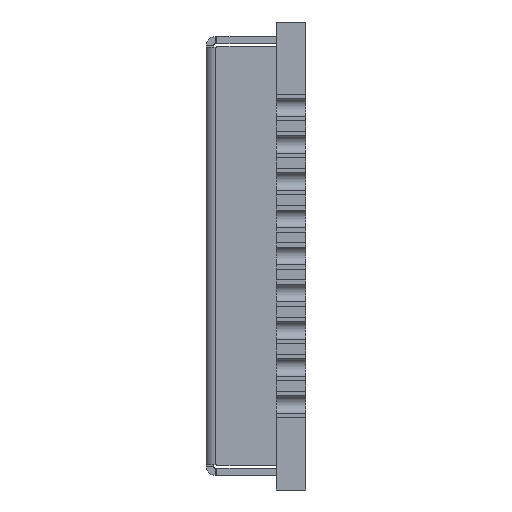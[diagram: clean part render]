
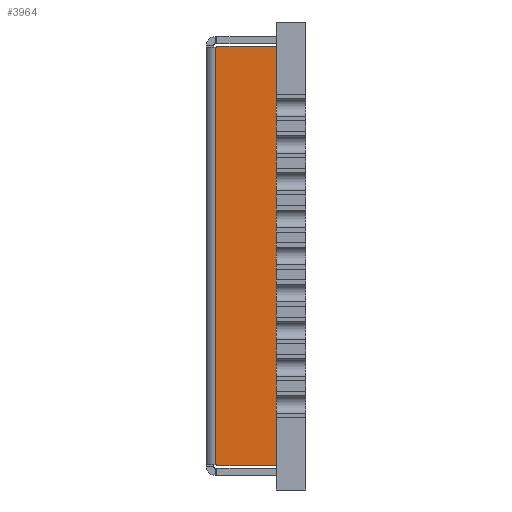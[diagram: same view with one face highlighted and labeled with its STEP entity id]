
A CAD part, left-side view. The second image highlights one B-rep face of the part: STEP entity #3964.
In plain terms, the highlighted planar face has unit normal (-1, 0, 0).
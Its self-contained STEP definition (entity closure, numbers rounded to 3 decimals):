
#192 = LINE ( 'NONE', #2601, #8214 ) ;
#230 = ORIENTED_EDGE ( 'NONE', *, *, #2533, .F. ) ;
#368 = CARTESIAN_POINT ( 'NONE',  ( -7.05, 1., 7.179 ) ) ;
#388 = EDGE_CURVE ( 'NONE', #6275, #10508, #5325, .T. ) ;
#592 = ORIENTED_EDGE ( 'NONE', *, *, #6366, .T. ) ;
#615 = CARTESIAN_POINT ( 'NONE',  ( -7.05, 1., -7.179 ) ) ;
#675 = CARTESIAN_POINT ( 'NONE',  ( -7.05, 27.387, -7.138 ) ) ;
#737 = AXIS2_PLACEMENT_3D ( 'NONE', #8265, #3400, #9251 ) ;
#1136 = LINE ( 'NONE', #7033, #10286 ) ;
#1369 = DIRECTION ( 'NONE',  ( 0., 0., 1. ) ) ;
#1735 = CARTESIAN_POINT ( 'NONE',  ( -7.05, 3.038, -7.179 ) ) ;
#2078 = ORIENTED_EDGE ( 'NONE', *, *, #5993, .F. ) ;
#2083 = CARTESIAN_POINT ( 'NONE',  ( -7.05, 3.1, 7.138 ) ) ;
#2187 = VECTOR ( 'NONE', #6531, 1000. ) ;
#2261 = LINE ( 'NONE', #675, #6997 ) ;
#2419 = ORIENTED_EDGE ( 'NONE', *, *, #388, .T. ) ;
#2527 = VERTEX_POINT ( 'NONE', #615 ) ;
#2530 = PLANE ( 'NONE',  #737 ) ;
#2533 = EDGE_CURVE ( 'NONE', #6275, #2527, #9036, .T. ) ;
#2547 = DIRECTION ( 'NONE',  ( 0., 0., -1. ) ) ;
#2601 = CARTESIAN_POINT ( 'NONE',  ( -7.05, 3.038, 0. ) ) ;
#2618 = CARTESIAN_POINT ( 'NONE',  ( -7.05, 3.1, 0. ) ) ;
#2748 = CARTESIAN_POINT ( 'NONE',  ( -7.05, 3.038, -7.138 ) ) ;
#2801 = VECTOR ( 'NONE', #9756, 1000. ) ;
#2814 = VECTOR ( 'NONE', #3644, 1000. ) ;
#3211 = LINE ( 'NONE', #10041, #2187 ) ;
#3400 = DIRECTION ( 'NONE',  ( -1., 0., 0. ) ) ;
#3601 = DIRECTION ( 'NONE',  ( 0., -1., 0. ) ) ;
#3644 = DIRECTION ( 'NONE',  ( 0., 1., 0. ) ) ;
#3964 = ADVANCED_FACE ( 'NONE', ( #8373 ), #2530, .T. ) ;
#4694 = LINE ( 'NONE', #7987, #7871 ) ;
#5325 = LINE ( 'NONE', #10431, #2814 ) ;
#5369 = CARTESIAN_POINT ( 'NONE',  ( -7.05, 3.038, 7.179 ) ) ;
#5993 = EDGE_CURVE ( 'NONE', #8449, #10508, #4694, .T. ) ;
#6071 = VERTEX_POINT ( 'NONE', #9021 ) ;
#6174 = EDGE_LOOP ( 'NONE', ( #7207, #8436, #9122, #9237, #592, #230, #2419, #2078 ) ) ;
#6201 = VERTEX_POINT ( 'NONE', #1735 ) ;
#6275 = VERTEX_POINT ( 'NONE', #368 ) ;
#6366 = EDGE_CURVE ( 'NONE', #6201, #2527, #1136, .T. ) ;
#6531 = DIRECTION ( 'NONE',  ( 0., -1., 0. ) ) ;
#6628 = EDGE_CURVE ( 'NONE', #9313, #8449, #3211, .T. ) ;
#6997 = VECTOR ( 'NONE', #7344, 1000. ) ;
#7033 = CARTESIAN_POINT ( 'NONE',  ( -7.05, 27.387, -7.179 ) ) ;
#7207 = ORIENTED_EDGE ( 'NONE', *, *, #6628, .F. ) ;
#7344 = DIRECTION ( 'NONE',  ( 0., 1., 0. ) ) ;
#7424 = DIRECTION ( 'NONE',  ( 0., 0., -1. ) ) ;
#7513 = EDGE_CURVE ( 'NONE', #9313, #6071, #10112, .T. ) ;
#7871 = VECTOR ( 'NONE', #1369, 1000. ) ;
#7987 = CARTESIAN_POINT ( 'NONE',  ( -7.05, 3.038, 0. ) ) ;
#8099 = VERTEX_POINT ( 'NONE', #2748 ) ;
#8214 = VECTOR ( 'NONE', #2547, 1000. ) ;
#8265 = CARTESIAN_POINT ( 'NONE',  ( -7.05, 27.387, 0. ) ) ;
#8373 = FACE_OUTER_BOUND ( 'NONE', #6174, .T. ) ;
#8436 = ORIENTED_EDGE ( 'NONE', *, *, #7513, .T. ) ;
#8449 = VERTEX_POINT ( 'NONE', #8531 ) ;
#8531 = CARTESIAN_POINT ( 'NONE',  ( -7.05, 3.038, 7.138 ) ) ;
#9021 = CARTESIAN_POINT ( 'NONE',  ( -7.05, 3.1, -7.138 ) ) ;
#9036 = LINE ( 'NONE', #9656, #2801 ) ;
#9122 = ORIENTED_EDGE ( 'NONE', *, *, #10604, .F. ) ;
#9237 = ORIENTED_EDGE ( 'NONE', *, *, #10375, .T. ) ;
#9251 = DIRECTION ( 'NONE',  ( 0., 0., 1. ) ) ;
#9313 = VERTEX_POINT ( 'NONE', #2083 ) ;
#9545 = VECTOR ( 'NONE', #7424, 1000. ) ;
#9656 = CARTESIAN_POINT ( 'NONE',  ( -7.05, 1., 0. ) ) ;
#9756 = DIRECTION ( 'NONE',  ( 0., 0., -1. ) ) ;
#10041 = CARTESIAN_POINT ( 'NONE',  ( -7.05, 27.387, 7.138 ) ) ;
#10112 = LINE ( 'NONE', #2618, #9545 ) ;
#10286 = VECTOR ( 'NONE', #3601, 1000. ) ;
#10375 = EDGE_CURVE ( 'NONE', #8099, #6201, #192, .T. ) ;
#10431 = CARTESIAN_POINT ( 'NONE',  ( -7.05, 3.4, 7.179 ) ) ;
#10508 = VERTEX_POINT ( 'NONE', #5369 ) ;
#10604 = EDGE_CURVE ( 'NONE', #8099, #6071, #2261, .T. ) ;
